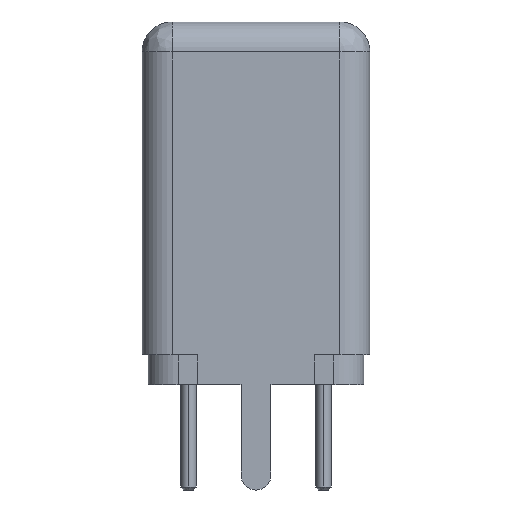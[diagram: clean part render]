
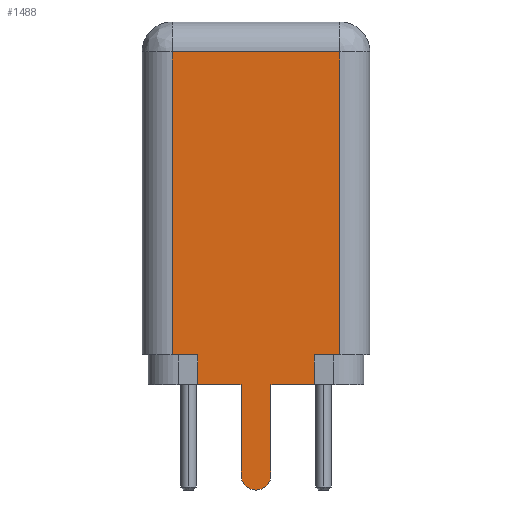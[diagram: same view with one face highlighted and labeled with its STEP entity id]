
A CAD part, left-side view. The second image highlights one B-rep face of the part: STEP entity #1488.
In plain terms, the highlighted planar face has unit normal (-1, 0, 0).
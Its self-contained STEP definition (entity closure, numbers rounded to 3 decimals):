
#45 = CARTESIAN_POINT ( 'NONE',  ( -7.6, 3.3, 12.1 ) ) ;
#80 = ORIENTED_EDGE ( 'NONE', *, *, #1960, .T. ) ;
#86 = DIRECTION ( 'NONE',  ( 0., 0., 1. ) ) ;
#106 = LINE ( 'NONE', #1788, #266 ) ;
#108 = CARTESIAN_POINT ( 'NONE',  ( -7.6, 0., 1. ) ) ;
#113 = VERTEX_POINT ( 'NONE', #1637 ) ;
#137 = LINE ( 'NONE', #108, #1839 ) ;
#176 = VECTOR ( 'NONE', #1501, 1000. ) ;
#180 = CARTESIAN_POINT ( 'NONE',  ( -7.6, 6.6, 12.1 ) ) ;
#185 = DIRECTION ( 'NONE',  ( 0., 0., -1. ) ) ;
#187 = ORIENTED_EDGE ( 'NONE', *, *, #2303, .F. ) ;
#214 = VERTEX_POINT ( 'NONE', #1927 ) ;
#225 = CARTESIAN_POINT ( 'NONE',  ( -7.6, 3.3, 0. ) ) ;
#250 = EDGE_CURVE ( 'NONE', #113, #2844, #2487, .T. ) ;
#266 = VECTOR ( 'NONE', #1327, 1000. ) ;
#317 = EDGE_CURVE ( 'NONE', #1783, #957, #2620, .T. ) ;
#360 = CARTESIAN_POINT ( 'NONE',  ( -7.6, 0., 0. ) ) ;
#369 = CARTESIAN_POINT ( 'NONE',  ( -7.6, 0., 0. ) ) ;
#462 = CARTESIAN_POINT ( 'NONE',  ( -7.6, 4.3, -3.01 ) ) ;
#469 = ORIENTED_EDGE ( 'NONE', *, *, #787, .F. ) ;
#479 = EDGE_CURVE ( 'NONE', #957, #510, #2446, .T. ) ;
#510 = VERTEX_POINT ( 'NONE', #1800 ) ;
#553 = CARTESIAN_POINT ( 'NONE',  ( -7.6, 5.75, 0. ) ) ;
#597 = EDGE_CURVE ( 'NONE', #2433, #113, #137, .T. ) ;
#615 = VERTEX_POINT ( 'NONE', #1422 ) ;
#670 = LINE ( 'NONE', #2476, #2575 ) ;
#676 = DIRECTION ( 'NONE',  ( 0., 0., -1. ) ) ;
#693 = DIRECTION ( 'NONE',  ( 0., 0., -1. ) ) ;
#774 = CARTESIAN_POINT ( 'NONE',  ( -7.6, 1., 1. ) ) ;
#777 = CIRCLE ( 'NONE', #2196, 0.5 ) ;
#787 = EDGE_CURVE ( 'NONE', #214, #615, #2803, .T. ) ;
#864 = ORIENTED_EDGE ( 'NONE', *, *, #2833, .T. ) ;
#899 = VECTOR ( 'NONE', #1256, 1000. ) ;
#903 = EDGE_CURVE ( 'NONE', #1132, #214, #1834, .T. ) ;
#950 = CARTESIAN_POINT ( 'NONE',  ( -7.6, 1., 11.1 ) ) ;
#957 = VERTEX_POINT ( 'NONE', #225 ) ;
#1025 = VECTOR ( 'NONE', #2778, 1000. ) ;
#1039 = ORIENTED_EDGE ( 'NONE', *, *, #597, .F. ) ;
#1050 = DIRECTION ( 'NONE',  ( 0., 0., -1. ) ) ;
#1124 = VECTOR ( 'NONE', #693, 1000. ) ;
#1132 = VERTEX_POINT ( 'NONE', #462 ) ;
#1140 = ORIENTED_EDGE ( 'NONE', *, *, #903, .F. ) ;
#1193 = CARTESIAN_POINT ( 'NONE',  ( -7.6, 7.6, 11.1 ) ) ;
#1256 = DIRECTION ( 'NONE',  ( 0., 1., 0. ) ) ;
#1262 = FACE_OUTER_BOUND ( 'NONE', #2278, .T. ) ;
#1265 = DIRECTION ( 'NONE',  ( 0., 1., 0. ) ) ;
#1283 = CARTESIAN_POINT ( 'NONE',  ( -7.6, 4.3, 12.1 ) ) ;
#1303 = CARTESIAN_POINT ( 'NONE',  ( -7.6, 0., 12.1 ) ) ;
#1327 = DIRECTION ( 'NONE',  ( 0., 1., 0. ) ) ;
#1422 = CARTESIAN_POINT ( 'NONE',  ( -7.6, 5.75, 0. ) ) ;
#1485 = DIRECTION ( 'NONE',  ( 0., 0., 1. ) ) ;
#1488 = ADVANCED_FACE ( 'NONE', ( #1262 ), #2872, .F. ) ;
#1501 = DIRECTION ( 'NONE',  ( 0., 0., 1. ) ) ;
#1605 = CARTESIAN_POINT ( 'NONE',  ( -7.6, 1.85, 1. ) ) ;
#1618 = LINE ( 'NONE', #1193, #1025 ) ;
#1637 = CARTESIAN_POINT ( 'NONE',  ( -7.6, 6.6, 1. ) ) ;
#1651 = VECTOR ( 'NONE', #1889, 1000. ) ;
#1739 = CARTESIAN_POINT ( 'NONE',  ( -7.6, 3.8, -3.01 ) ) ;
#1774 = LINE ( 'NONE', #2794, #2621 ) ;
#1783 = VERTEX_POINT ( 'NONE', #2644 ) ;
#1788 = CARTESIAN_POINT ( 'NONE',  ( -7.6, 0., 1. ) ) ;
#1800 = CARTESIAN_POINT ( 'NONE',  ( -7.6, 3.3, -3.01 ) ) ;
#1834 = LINE ( 'NONE', #1283, #2366 ) ;
#1839 = VECTOR ( 'NONE', #2740, 1000. ) ;
#1842 = EDGE_CURVE ( 'NONE', #2843, #2031, #106, .T. ) ;
#1889 = DIRECTION ( 'NONE',  ( 0., 0., -1. ) ) ;
#1921 = ORIENTED_EDGE ( 'NONE', *, *, #2629, .F. ) ;
#1927 = CARTESIAN_POINT ( 'NONE',  ( -7.6, 4.3, 0. ) ) ;
#1960 = EDGE_CURVE ( 'NONE', #1783, #2031, #1774, .T. ) ;
#1978 = DIRECTION ( 'NONE',  ( 1., 0., 0. ) ) ;
#2027 = VERTEX_POINT ( 'NONE', #950 ) ;
#2031 = VERTEX_POINT ( 'NONE', #1605 ) ;
#2177 = DIRECTION ( 'NONE',  ( 1., 0., 0. ) ) ;
#2181 = EDGE_CURVE ( 'NONE', #2844, #2027, #1618, .T. ) ;
#2196 = AXIS2_PLACEMENT_3D ( 'NONE', #1739, #2177, #1050 ) ;
#2206 = ORIENTED_EDGE ( 'NONE', *, *, #2181, .F. ) ;
#2275 = ORIENTED_EDGE ( 'NONE', *, *, #1842, .F. ) ;
#2278 = EDGE_LOOP ( 'NONE', ( #864, #469, #1140, #187, #2627, #2845, #80, #2275, #1921, #2206, #2497, #1039 ) ) ;
#2298 = VECTOR ( 'NONE', #1265, 1000. ) ;
#2303 = EDGE_CURVE ( 'NONE', #510, #1132, #777, .T. ) ;
#2366 = VECTOR ( 'NONE', #1485, 1000. ) ;
#2433 = VERTEX_POINT ( 'NONE', #2665 ) ;
#2446 = LINE ( 'NONE', #45, #1124 ) ;
#2476 = CARTESIAN_POINT ( 'NONE',  ( -7.6, 1., 12.1 ) ) ;
#2487 = LINE ( 'NONE', #180, #176 ) ;
#2497 = ORIENTED_EDGE ( 'NONE', *, *, #250, .F. ) ;
#2539 = LINE ( 'NONE', #553, #1651 ) ;
#2575 = VECTOR ( 'NONE', #676, 1000. ) ;
#2620 = LINE ( 'NONE', #369, #2298 ) ;
#2621 = VECTOR ( 'NONE', #86, 1000. ) ;
#2627 = ORIENTED_EDGE ( 'NONE', *, *, #479, .F. ) ;
#2629 = EDGE_CURVE ( 'NONE', #2027, #2843, #670, .T. ) ;
#2644 = CARTESIAN_POINT ( 'NONE',  ( -7.6, 1.85, 0. ) ) ;
#2653 = AXIS2_PLACEMENT_3D ( 'NONE', #1303, #1978, #185 ) ;
#2665 = CARTESIAN_POINT ( 'NONE',  ( -7.6, 5.75, 1. ) ) ;
#2740 = DIRECTION ( 'NONE',  ( 0., 1., 0. ) ) ;
#2778 = DIRECTION ( 'NONE',  ( 0., -1., 0. ) ) ;
#2794 = CARTESIAN_POINT ( 'NONE',  ( -7.6, 1.85, 0. ) ) ;
#2803 = LINE ( 'NONE', #360, #899 ) ;
#2817 = CARTESIAN_POINT ( 'NONE',  ( -7.6, 6.6, 11.1 ) ) ;
#2833 = EDGE_CURVE ( 'NONE', #2433, #615, #2539, .T. ) ;
#2843 = VERTEX_POINT ( 'NONE', #774 ) ;
#2844 = VERTEX_POINT ( 'NONE', #2817 ) ;
#2845 = ORIENTED_EDGE ( 'NONE', *, *, #317, .F. ) ;
#2872 = PLANE ( 'NONE',  #2653 ) ;
